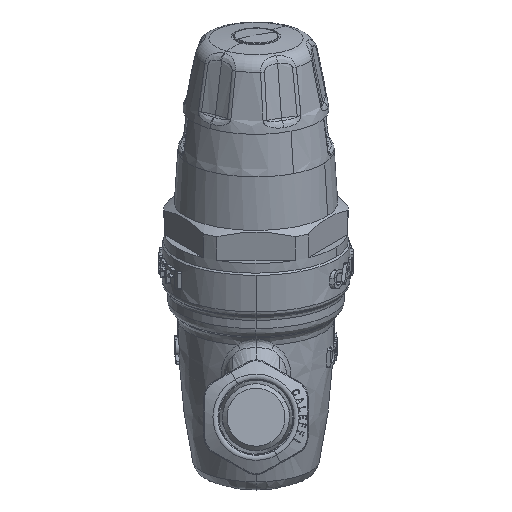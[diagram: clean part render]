
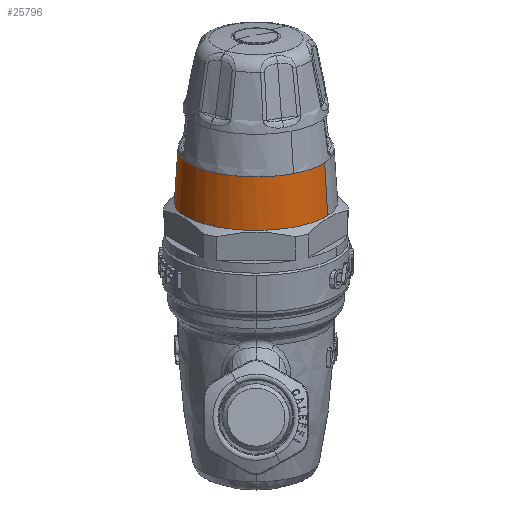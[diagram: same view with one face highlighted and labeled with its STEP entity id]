
A CAD part, front view. The second image highlights one B-rep face of the part: STEP entity #25796.
In plain terms, the highlighted face is a revolution surface.
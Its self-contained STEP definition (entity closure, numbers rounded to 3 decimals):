
#25562=CARTESIAN_POINT('Vertex',(20.623,-32.344,55.923)) ;
#25565=CARTESIAN_POINT('Axis2P3D Location',(0.,-21.757,59.776)) ;
#25569=CARTESIAN_POINT('Vertex',(-20.623,-11.17,63.63)) ;
#25753=CARTESIAN_POINT('Control Point',(-23.5,-21.757,59.776)) ;
#25754=CARTESIAN_POINT('Control Point',(-23.338,-23.584,64.796)) ;
#25755=CARTESIAN_POINT('Control Point',(-23.004,-25.409,69.811)) ;
#25756=CARTESIAN_POINT('Control Point',(-22.5,-27.229,74.811)) ;
#25757=CARTESIAN_POINT('Axis1P Location',(0.,-24.493,67.294)) ;
#25762=CARTESIAN_POINT('Control Point',(20.623,-32.344,55.923)) ;
#25763=CARTESIAN_POINT('Control Point',(20.481,-34.098,60.97)) ;
#25764=CARTESIAN_POINT('Control Point',(20.188,-35.773,66.039)) ;
#25765=CARTESIAN_POINT('Control Point',(19.746,-37.366,71.122)) ;
#25766=CARTESIAN_POINT('Vertex',(19.746,-37.366,71.122)) ;
#25769=CARTESIAN_POINT('Axis2P3D Location',(0.,-27.229,74.811)) ;
#25773=CARTESIAN_POINT('Vertex',(10.787,-45.784,68.058)) ;
#25776=CARTESIAN_POINT('Axis2P3D Location',(0.,-27.229,74.811)) ;
#25780=CARTESIAN_POINT('Vertex',(-19.746,-17.093,78.501)) ;
#25784=CARTESIAN_POINT('Control Point',(-20.623,-11.17,63.63)) ;
#25785=CARTESIAN_POINT('Control Point',(-20.481,-13.07,68.623)) ;
#25786=CARTESIAN_POINT('Control Point',(-20.188,-15.046,73.584)) ;
#25787=CARTESIAN_POINT('Control Point',(-19.746,-17.093,78.501)) ;
#25566=DIRECTION('Axis2P3D Direction',(0.,0.342,-0.94)) ;
#25758=DIRECTION('Axis1P Direction',(0.,0.342,-0.94)) ;
#25770=DIRECTION('Axis2P3D Direction',(0.,0.342,-0.94)) ;
#25777=DIRECTION('Axis2P3D Direction',(0.,0.342,-0.94)) ;
#25567=AXIS2_PLACEMENT_3D('Circle Axis2P3D',#25565,#25566,$) ;
#25771=AXIS2_PLACEMENT_3D('Circle Axis2P3D',#25769,#25770,$) ;
#25778=AXIS2_PLACEMENT_3D('Circle Axis2P3D',#25776,#25777,$) ;
#25790=ORIENTED_EDGE('',*,*,#25571,.F.) ;
#25791=ORIENTED_EDGE('',*,*,#25768,.T.) ;
#25792=ORIENTED_EDGE('',*,*,#25775,.F.) ;
#25793=ORIENTED_EDGE('',*,*,#25782,.F.) ;
#25794=ORIENTED_EDGE('',*,*,#25788,.F.) ;
#25796=ADVANCED_FACE('PartBody',(#25795),#25760,.F.) ;
#25759=AXIS1_PLACEMENT('Revolution Surface Axis1P',#25757,#25758) ;
#25752=B_SPLINE_CURVE_WITH_KNOTS('',3,(#25753,#25754,#25755,#25756),.UNSPECIFIED.,.F.,.U.,(4,4),(7.588,23.622),.UNSPECIFIED.) ;
#25761=B_SPLINE_CURVE_WITH_KNOTS('',3,(#25762,#25763,#25764,#25765),.UNSPECIFIED.,.F.,.U.,(4,4),(7.588,23.622),.UNSPECIFIED.) ;
#25783=B_SPLINE_CURVE_WITH_KNOTS('',3,(#25784,#25785,#25786,#25787),.UNSPECIFIED.,.F.,.U.,(4,4),(7.588,23.622),.UNSPECIFIED.) ;
#25568=CIRCLE('generated circle',#25567,23.5) ;
#25772=CIRCLE('generated circle',#25771,22.5) ;
#25779=CIRCLE('generated circle',#25778,22.5) ;
#25571=EDGE_CURVE('',#25563,#25570,#25568,.T.) ;
#25768=EDGE_CURVE('',#25563,#25767,#25761,.T.) ;
#25775=EDGE_CURVE('',#25774,#25767,#25772,.F.) ;
#25782=EDGE_CURVE('',#25781,#25774,#25779,.F.) ;
#25788=EDGE_CURVE('',#25570,#25781,#25783,.T.) ;
#25789=EDGE_LOOP('',(#25790,#25791,#25792,#25793,#25794)) ;
#25795=FACE_OUTER_BOUND('',#25789,.T.) ;
#25760=SURFACE_OF_REVOLUTION('Surface of Revolution',#25752,#25759) ;
#25563=VERTEX_POINT('',#25562) ;
#25570=VERTEX_POINT('',#25569) ;
#25767=VERTEX_POINT('',#25766) ;
#25774=VERTEX_POINT('',#25773) ;
#25781=VERTEX_POINT('',#25780) ;
